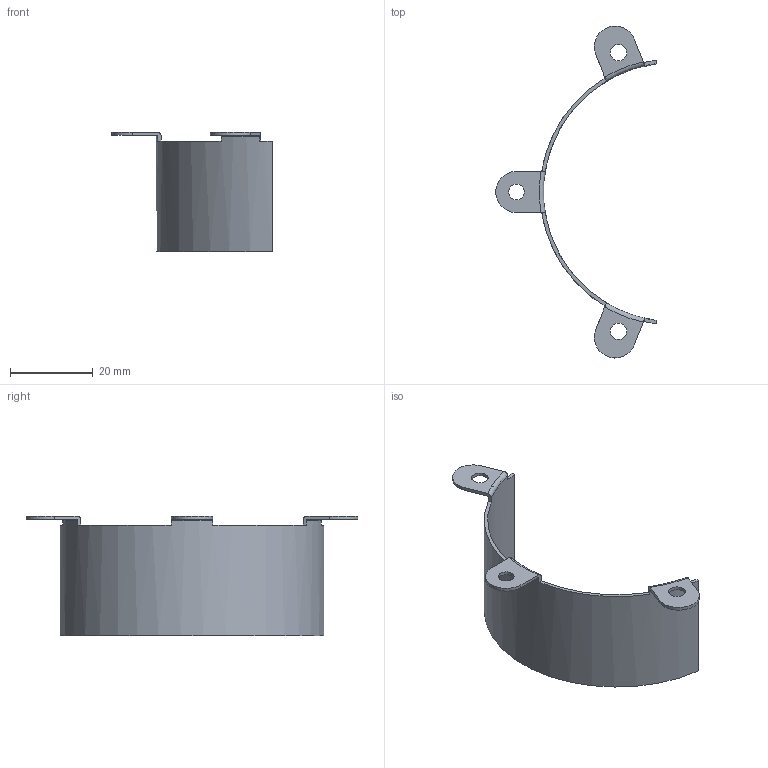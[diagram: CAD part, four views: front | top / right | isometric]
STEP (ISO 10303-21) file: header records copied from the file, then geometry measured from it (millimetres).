
FILE_DESCRIPTION(('CATIA V5 STEP'),'2;1');
FILE_NAME('butee_trou_central_NEW.stp','2023-11-03T14:44:16+00:00',('none'),('none'),'CATIA Version 5 Release 21 GA (IN-10)','CATIA V5 STEP AP214','none');
FILE_SCHEMA(('AUTOMOTIVE_DESIGN { 1 0 10303 214 1 1 1 1 }'));
Length unit declared in the file: millimetre
Products named in the file (1): butee_trou_central-V1
Bounding box: 38.7 x 80.05 x 28.9 mm (x, y, z)
Volume: 2201.3 mm3; surface area: 5772.2 mm2
Topology: 1 solids, 1 shells, 36 faces, 102 edges, 68 vertices
Faces by surface type: plane 19, cylinder 11, torus 6
Entity records: 1281 total; most frequent: CARTESIAN_POINT 370, ORIENTED_EDGE 204, DIRECTION 142, EDGE_CURVE 102, VERTEX_POINT 68, AXIS2_PLACEMENT_3D 67, VECTOR 50, LINE 50
